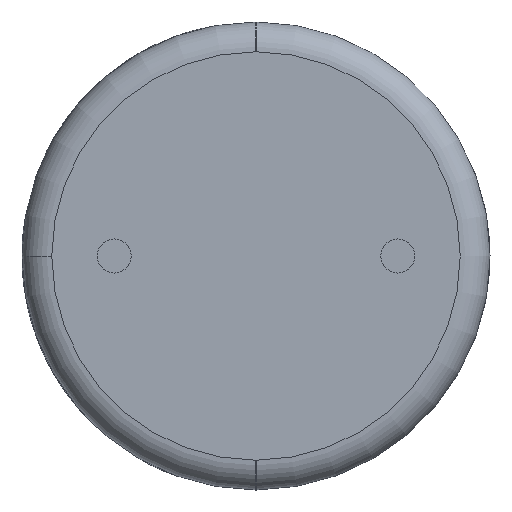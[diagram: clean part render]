
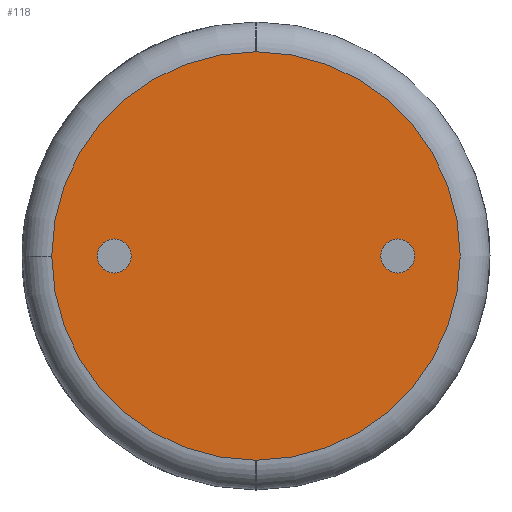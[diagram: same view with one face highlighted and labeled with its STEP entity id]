
A CAD part, front view. The second image highlights one B-rep face of the part: STEP entity #118.
In plain terms, the highlighted planar face has unit normal (0, -1, 0).
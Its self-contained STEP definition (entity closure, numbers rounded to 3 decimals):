
#23 = AXIS2_PLACEMENT_3D ( 'NONE', #588, #1814, #1775 ) ;
#29 = CIRCLE ( 'NONE', #1701, 0.3 ) ;
#118 = ADVANCED_FACE ( 'NONE', ( #1183, #194, #578 ), #1082, .T. ) ;
#150 = CARTESIAN_POINT ( 'NONE',  ( 2.5, 0.5, 0. ) ) ;
#194 = FACE_BOUND ( 'NONE', #2468, .T. ) ;
#289 = AXIS2_PLACEMENT_3D ( 'NONE', #1826, #311, #1205 ) ;
#311 = DIRECTION ( 'NONE',  ( 0., 1., 0. ) ) ;
#318 = DIRECTION ( 'NONE',  ( 0., -1., 0. ) ) ;
#325 = EDGE_CURVE ( 'NONE', #352, #1707, #1871, .T. ) ;
#352 = VERTEX_POINT ( 'NONE', #1756 ) ;
#405 = DIRECTION ( 'NONE',  ( 0., -1., 0. ) ) ;
#454 = CARTESIAN_POINT ( 'NONE',  ( -3.6, 0.5, 0. ) ) ;
#457 = CARTESIAN_POINT ( 'NONE',  ( 2.2, 0.5, 0. ) ) ;
#576 = VERTEX_POINT ( 'NONE', #454 ) ;
#578 = FACE_OUTER_BOUND ( 'NONE', #1482, .T. ) ;
#588 = CARTESIAN_POINT ( 'NONE',  ( -2.5, 0.5, 0. ) ) ;
#603 = DIRECTION ( 'NONE',  ( -1., 0., 0. ) ) ;
#608 = AXIS2_PLACEMENT_3D ( 'NONE', #2357, #2011, #3242 ) ;
#642 = DIRECTION ( 'NONE',  ( 0., 1., 0. ) ) ;
#720 = AXIS2_PLACEMENT_3D ( 'NONE', #2724, #642, #603 ) ;
#742 = CARTESIAN_POINT ( 'NONE',  ( -2.8, 0.5, 0. ) ) ;
#804 = CIRCLE ( 'NONE', #1123, 0.3 ) ;
#813 = AXIS2_PLACEMENT_3D ( 'NONE', #2494, #2479, #1255 ) ;
#934 = EDGE_CURVE ( 'NONE', #576, #352, #2241, .T. ) ;
#944 = ORIENTED_EDGE ( 'NONE', *, *, #3674, .F. ) ;
#988 = ORIENTED_EDGE ( 'NONE', *, *, #1033, .F. ) ;
#1002 = CARTESIAN_POINT ( 'NONE',  ( 0., 0.5, -3.6 ) ) ;
#1033 = EDGE_CURVE ( 'NONE', #2838, #2882, #804, .T. ) ;
#1070 = DIRECTION ( 'NONE',  ( 0., -1., 0. ) ) ;
#1082 = PLANE ( 'NONE',  #608 ) ;
#1123 = AXIS2_PLACEMENT_3D ( 'NONE', #1565, #405, #3428 ) ;
#1183 = FACE_BOUND ( 'NONE', #1935, .T. ) ;
#1205 = DIRECTION ( 'NONE',  ( -1., 0., 0. ) ) ;
#1214 = ORIENTED_EDGE ( 'NONE', *, *, #325, .F. ) ;
#1255 = DIRECTION ( 'NONE',  ( -1., 0., 0. ) ) ;
#1298 = EDGE_CURVE ( 'NONE', #2882, #2838, #2280, .T. ) ;
#1299 = CIRCLE ( 'NONE', #813, 3.6 ) ;
#1390 = CIRCLE ( 'NONE', #2110, 0.3 ) ;
#1482 = EDGE_LOOP ( 'NONE', ( #1214, #3284, #944 ) ) ;
#1499 = CARTESIAN_POINT ( 'NONE',  ( 2.5, 0.5, 0. ) ) ;
#1522 = ORIENTED_EDGE ( 'NONE', *, *, #2133, .F. ) ;
#1565 = CARTESIAN_POINT ( 'NONE',  ( -2.5, 0.5, 0. ) ) ;
#1667 = ORIENTED_EDGE ( 'NONE', *, *, #1298, .F. ) ;
#1701 = AXIS2_PLACEMENT_3D ( 'NONE', #150, #1070, #2582 ) ;
#1707 = VERTEX_POINT ( 'NONE', #1002 ) ;
#1756 = CARTESIAN_POINT ( 'NONE',  ( 0., 0.5, 3.6 ) ) ;
#1775 = DIRECTION ( 'NONE',  ( 1., 0., 0. ) ) ;
#1814 = DIRECTION ( 'NONE',  ( 0., -1., 0. ) ) ;
#1826 = CARTESIAN_POINT ( 'NONE',  ( 0., 0.5, 0. ) ) ;
#1871 = CIRCLE ( 'NONE', #289, 3.6 ) ;
#1935 = EDGE_LOOP ( 'NONE', ( #988, #1667 ) ) ;
#1942 = ORIENTED_EDGE ( 'NONE', *, *, #2386, .F. ) ;
#2011 = DIRECTION ( 'NONE',  ( 0., -1., 0. ) ) ;
#2110 = AXIS2_PLACEMENT_3D ( 'NONE', #1499, #318, #3022 ) ;
#2133 = EDGE_CURVE ( 'NONE', #3698, #3259, #29, .T. ) ;
#2241 = CIRCLE ( 'NONE', #720, 3.6 ) ;
#2280 = CIRCLE ( 'NONE', #23, 0.3 ) ;
#2357 = CARTESIAN_POINT ( 'NONE',  ( 0., 0.5, 0. ) ) ;
#2386 = EDGE_CURVE ( 'NONE', #3259, #3698, #1390, .T. ) ;
#2462 = CARTESIAN_POINT ( 'NONE',  ( 2.8, 0.5, 0. ) ) ;
#2468 = EDGE_LOOP ( 'NONE', ( #1942, #1522 ) ) ;
#2479 = DIRECTION ( 'NONE',  ( 0., 1., 0. ) ) ;
#2494 = CARTESIAN_POINT ( 'NONE',  ( 0., 0.5, 0. ) ) ;
#2582 = DIRECTION ( 'NONE',  ( 1., 0., 0. ) ) ;
#2724 = CARTESIAN_POINT ( 'NONE',  ( 0., 0.5, 0. ) ) ;
#2838 = VERTEX_POINT ( 'NONE', #742 ) ;
#2882 = VERTEX_POINT ( 'NONE', #3530 ) ;
#3022 = DIRECTION ( 'NONE',  ( 1., 0., 0. ) ) ;
#3242 = DIRECTION ( 'NONE',  ( 1., 0., 0. ) ) ;
#3259 = VERTEX_POINT ( 'NONE', #457 ) ;
#3284 = ORIENTED_EDGE ( 'NONE', *, *, #934, .F. ) ;
#3428 = DIRECTION ( 'NONE',  ( 1., 0., 0. ) ) ;
#3530 = CARTESIAN_POINT ( 'NONE',  ( -2.2, 0.5, 0. ) ) ;
#3674 = EDGE_CURVE ( 'NONE', #1707, #576, #1299, .T. ) ;
#3698 = VERTEX_POINT ( 'NONE', #2462 ) ;
